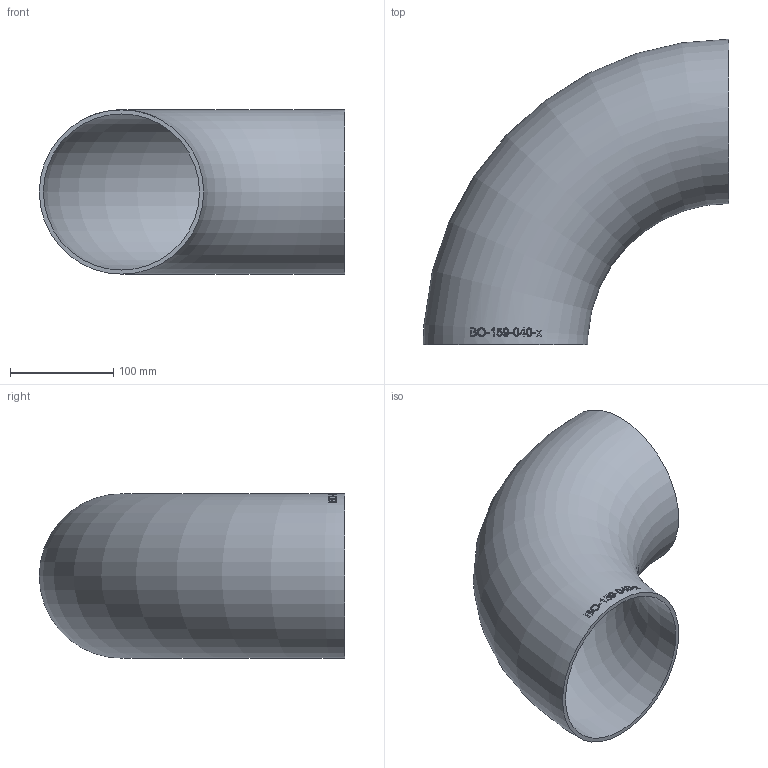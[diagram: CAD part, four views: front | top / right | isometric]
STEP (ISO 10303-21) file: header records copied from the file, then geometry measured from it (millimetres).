
FILE_DESCRIPTION (( 'STEP AP214' ), '1' );
FILE_NAME ('BO-159-040-x Bogen 1910.STEP', '2019-10-30T12:59:23', ( '' ), ( '' ), 'SwSTEP 2.0', 'SolidWorks 2016', '' );
FILE_SCHEMA (( 'AUTOMOTIVE_DESIGN' ));
Length unit declared in the file: millimetre
Products named in the file (1): BO-159-040-x Bogen 1910
Bounding box: 295.5 x 295.5 x 159 mm (x, y, z)
Volume: 660851.9 mm3; surface area: 334366.3 mm2
Topology: 1 solids, 1 shells, 140 faces, 361 edges, 241 vertices
Faces by surface type: plane 63, bspline 55, torus 22
Entity records: 7308 total; most frequent: CARTESIAN_POINT 3117, ORIENTED_EDGE 704, EDGE_CURVE 352, DIRECTION 294, VERTEX_POINT 236, B_SPLINE_CURVE_WITH_KNOTS 232, EDGE_LOOP 162, FACE_OUTER_BOUND 141
